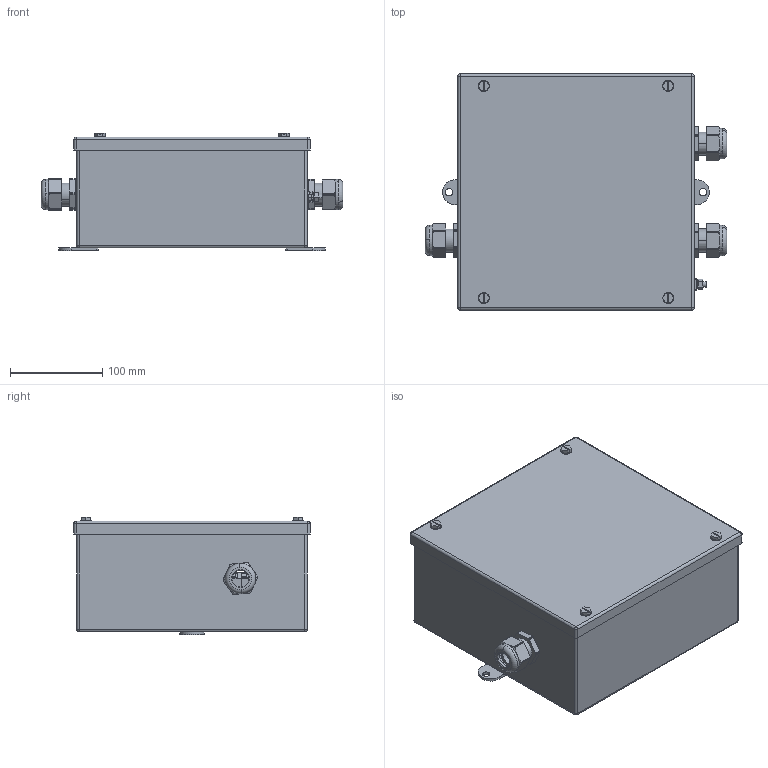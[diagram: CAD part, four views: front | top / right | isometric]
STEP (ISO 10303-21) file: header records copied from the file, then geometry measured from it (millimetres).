
FILE_DESCRIPTION(('CATIA V5 STEP Exchange','CAx-IF Rec.Pracs.--- Model Styling and Organization---1.4--- 2014-01-23'),'2;1');
FILE_NAME ('1175632-12_0_8000052592_8000052592.stp','2021-05-25T04:54:08+00:00',('none'),('Weidmueller'),'CATIA Version 5-6 Release 2016 SP3 HF44','CATIA V5 STEP AP214','none');
FILE_SCHEMA(('AUTOMOTIVE_DESIGN { 1 0 10303 214 1 1 1 1 }'));
Products named in the file (1): 8000052592_Einzeln
Bounding box: 327 x 256 x 127 mm (x, y, z)
Volume: 818195.8 mm3; surface area: 789272.5 mm2
Topology: 100 solids, 104 shells, 3904 faces, 10269 edges, 6637 vertices
Faces by surface type: plane 2388, cylinder 1206, cone 186, torus 66, sphere 58
Entity records: 125559 total; most frequent: CARTESIAN_POINT 29363, ORIENTED_EDGE 20418, DIRECTION 16226, EDGE_CURVE 10209, VECTOR 6830, LINE 6830, VERTEX_POINT 6637, AXIS2_PLACEMENT_3D 5817
